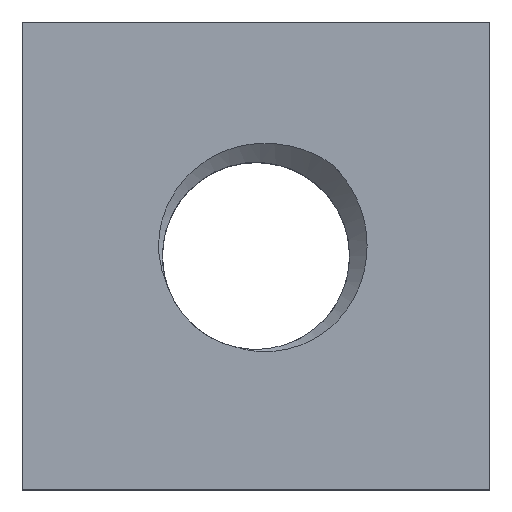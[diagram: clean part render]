
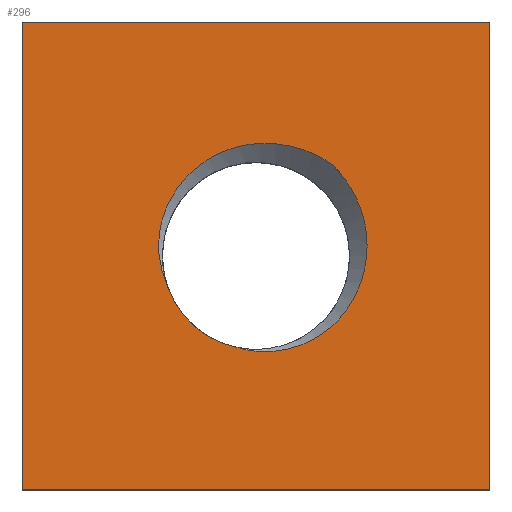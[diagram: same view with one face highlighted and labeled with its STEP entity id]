
A CAD part, top view. The second image highlights one B-rep face of the part: STEP entity #296.
In plain terms, the highlighted planar face has unit normal (0, 0, 1).
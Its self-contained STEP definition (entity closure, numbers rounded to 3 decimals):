
#25 = EDGE_CURVE ( 'NONE', #318, #307, #895, .T. ) ;
#27 = EDGE_CURVE ( 'NONE', #701, #676, #29, .T. ) ;
#28 = EDGE_CURVE ( 'NONE', #799, #768, #858, .T. ) ;
#29 = B_SPLINE_CURVE_WITH_KNOTS ( 'NONE', 3,
 ( #649, #656, #57, #45, #46, #55, #49, #81, #47, #50, #123, #209, #255, #176 ),
 .UNSPECIFIED., .F., .F.,
 ( 4, 2, 2, 2, 2, 2, 4 ),
 ( 0., 0., 0.001, 0.002, 0.002, 0.002, 0.003 ),
 .UNSPECIFIED. ) ;
#30 = EDGE_CURVE ( 'NONE', #768, #318, #890, .T. ) ;
#45 = CARTESIAN_POINT ( 'NONE',  ( 4.214, 3.618, 2. ) ) ;
#46 = CARTESIAN_POINT ( 'NONE',  ( 4.26, 3.489, 2. ) ) ;
#47 = CARTESIAN_POINT ( 'NONE',  ( 4.033, 2.31, 2. ) ) ;
#49 = CARTESIAN_POINT ( 'NONE',  ( 4.295, 2.795, 2. ) ) ;
#50 = CARTESIAN_POINT ( 'NONE',  ( 3.838, 2.118, 2. ) ) ;
#55 = CARTESIAN_POINT ( 'NONE',  ( 4.335, 3.083, 2. ) ) ;
#57 = CARTESIAN_POINT ( 'NONE',  ( 4.082, 3.862, 2. ) ) ;
#76 = VECTOR ( 'NONE', #779, 1000. ) ;
#81 = CARTESIAN_POINT ( 'NONE',  ( 4.114, 2.425, 2. ) ) ;
#87 = CIRCLE ( 'NONE', #1088, 1.1 ) ;
#88 = LINE ( 'NONE', #790, #76 ) ;
#99 = DIRECTION ( 'NONE',  ( -1., 0., 0. ) ) ;
#105 = CARTESIAN_POINT ( 'NONE',  ( 0.25, 5.75, 2. ) ) ;
#106 = DIRECTION ( 'NONE',  ( 0., -1., 0. ) ) ;
#116 = FACE_OUTER_BOUND ( 'NONE', #764, .T. ) ;
#123 = CARTESIAN_POINT ( 'NONE',  ( 3.722, 2.037, 2. ) ) ;
#128 = EDGE_CURVE ( 'NONE', #696, #701, #1030, .T. ) ;
#176 = CARTESIAN_POINT ( 'NONE',  ( 2.789, 1.92, 2. ) ) ;
#202 = FACE_BOUND ( 'NONE', #835, .T. ) ;
#209 = CARTESIAN_POINT ( 'NONE',  ( 3.348, 1.866, 2. ) ) ;
#255 = CARTESIAN_POINT ( 'NONE',  ( 3.055, 1.839, 2. ) ) ;
#296 = ADVANCED_FACE ( 'NONE', ( #202, #116 ), #478, .F. ) ;
#307 = VERTEX_POINT ( 'NONE', #757 ) ;
#318 = VERTEX_POINT ( 'NONE', #488 ) ;
#319 = ORIENTED_EDGE ( 'NONE', *, *, #128, .T. ) ;
#347 = CARTESIAN_POINT ( 'NONE',  ( 1.959, 2.643, 2. ) ) ;
#353 = CARTESIAN_POINT ( 'NONE',  ( 1.902, 2.768, 2. ) ) ;
#360 = CARTESIAN_POINT ( 'NONE',  ( 1.868, 2.9, 2. ) ) ;
#361 = CARTESIAN_POINT ( 'NONE',  ( 1.848, 3.173, 2. ) ) ;
#362 = CARTESIAN_POINT ( 'NONE',  ( 1.863, 3.31, 2. ) ) ;
#363 = CARTESIAN_POINT ( 'NONE',  ( 1.979, 3.703, 2. ) ) ;
#364 = CARTESIAN_POINT ( 'NONE',  ( 2.15, 3.933, 2. ) ) ;
#365 = CARTESIAN_POINT ( 'NONE',  ( 2.482, 4.17, 2. ) ) ;
#368 = CARTESIAN_POINT ( 'NONE',  ( 2.606, 4.23, 2. ) ) ;
#369 = CARTESIAN_POINT ( 'NONE',  ( 2.866, 4.309, 2. ) ) ;
#370 = CARTESIAN_POINT ( 'NONE',  ( 3.002, 4.326, 2. ) ) ;
#371 = CARTESIAN_POINT ( 'NONE',  ( 3.275, 4.32, 2. ) ) ;
#372 = CARTESIAN_POINT ( 'NONE',  ( 3.41, 4.297, 2. ) ) ;
#373 = CARTESIAN_POINT ( 'NONE',  ( 3.669, 4.211, 2. ) ) ;
#374 = CARTESIAN_POINT ( 'NONE',  ( 3.79, 4.15, 2. ) ) ;
#375 = CARTESIAN_POINT ( 'NONE',  ( 3.902, 4.071, 2. ) ) ;
#381 = ORIENTED_EDGE ( 'NONE', *, *, #27, .T. ) ;
#419 = EDGE_CURVE ( 'NONE', #307, #799, #88, .T. ) ;
#423 = EDGE_CURVE ( 'NONE', #696, #676, #87, .T. ) ;
#472 = DIRECTION ( 'NONE',  ( 0., 0., -1. ) ) ;
#476 = CARTESIAN_POINT ( 'NONE',  ( 0., 0., 2. ) ) ;
#478 = PLANE ( 'NONE',  #1199 ) ;
#481 = DIRECTION ( 'NONE',  ( -1., 0., 0. ) ) ;
#488 = CARTESIAN_POINT ( 'NONE',  ( 0.25, 0.25, 2. ) ) ;
#501 = ORIENTED_EDGE ( 'NONE', *, *, #25, .T. ) ;
#535 = ORIENTED_EDGE ( 'NONE', *, *, #30, .T. ) ;
#549 = ORIENTED_EDGE ( 'NONE', *, *, #423, .F. ) ;
#570 = ORIENTED_EDGE ( 'NONE', *, *, #419, .T. ) ;
#649 = CARTESIAN_POINT ( 'NONE',  ( 3.902, 4.071, 2. ) ) ;
#656 = CARTESIAN_POINT ( 'NONE',  ( 4., 3.973, 2. ) ) ;
#663 = CARTESIAN_POINT ( 'NONE',  ( 0.25, 0.25, 2. ) ) ;
#676 = VERTEX_POINT ( 'NONE', #817 ) ;
#677 = DIRECTION ( 'NONE',  ( 1., 0., 0. ) ) ;
#696 = VERTEX_POINT ( 'NONE', #834 ) ;
#701 = VERTEX_POINT ( 'NONE', #839 ) ;
#757 = CARTESIAN_POINT ( 'NONE',  ( 5.75, 0.25, 2. ) ) ;
#764 = EDGE_LOOP ( 'NONE', ( #535, #501, #570, #1220 ) ) ;
#768 = VERTEX_POINT ( 'NONE', #848 ) ;
#779 = DIRECTION ( 'NONE',  ( 0., 1., 0. ) ) ;
#790 = CARTESIAN_POINT ( 'NONE',  ( 5.75, 0.25, 2. ) ) ;
#799 = VERTEX_POINT ( 'NONE', #850 ) ;
#811 = CARTESIAN_POINT ( 'NONE',  ( 3., 3., 2. ) ) ;
#817 = CARTESIAN_POINT ( 'NONE',  ( 2.789, 1.92, 2. ) ) ;
#834 = CARTESIAN_POINT ( 'NONE',  ( 1.959, 2.643, 2. ) ) ;
#835 = EDGE_LOOP ( 'NONE', ( #381, #549, #319 ) ) ;
#839 = CARTESIAN_POINT ( 'NONE',  ( 3.902, 4.071, 2. ) ) ;
#848 = CARTESIAN_POINT ( 'NONE',  ( 0.25, 5.75, 2. ) ) ;
#850 = CARTESIAN_POINT ( 'NONE',  ( 5.75, 5.75, 2. ) ) ;
#854 = VECTOR ( 'NONE', #677, 1000. ) ;
#858 = LINE ( 'NONE', #1183, #875 ) ;
#874 = DIRECTION ( 'NONE',  ( -1., 0., 0. ) ) ;
#875 = VECTOR ( 'NONE', #99, 1000. ) ;
#878 = DIRECTION ( 'NONE',  ( 0., 0., 1. ) ) ;
#890 = LINE ( 'NONE', #105, #933 ) ;
#895 = LINE ( 'NONE', #663, #854 ) ;
#933 = VECTOR ( 'NONE', #106, 1000. ) ;
#1030 = B_SPLINE_CURVE_WITH_KNOTS ( 'NONE', 3,
 ( #347, #353, #360, #361, #362, #363, #364, #365, #368, #369, #370, #371, #372, #373, #374, #375 ),
 .UNSPECIFIED., .F., .F.,
 ( 4, 2, 2, 2, 2, 2, 2, 4 ),
 ( 0., 0., 0.001, 0.002, 0.002, 0.002, 0.003, 0.003 ),
 .UNSPECIFIED. ) ;
#1088 = AXIS2_PLACEMENT_3D ( 'NONE', #811, #878, #874 ) ;
#1183 = CARTESIAN_POINT ( 'NONE',  ( 5.75, 5.75, 2. ) ) ;
#1199 = AXIS2_PLACEMENT_3D ( 'NONE', #476, #472, #481 ) ;
#1220 = ORIENTED_EDGE ( 'NONE', *, *, #28, .T. ) ;
